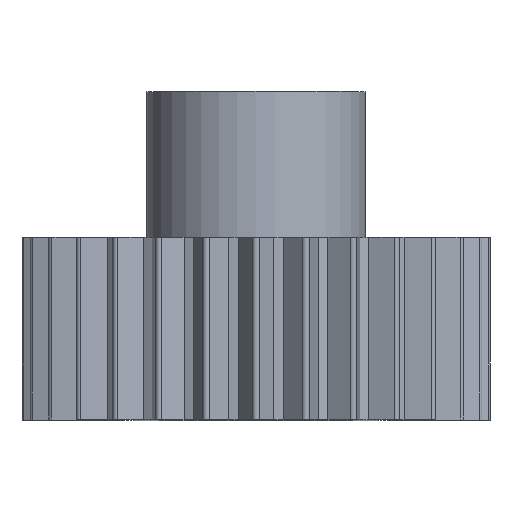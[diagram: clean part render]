
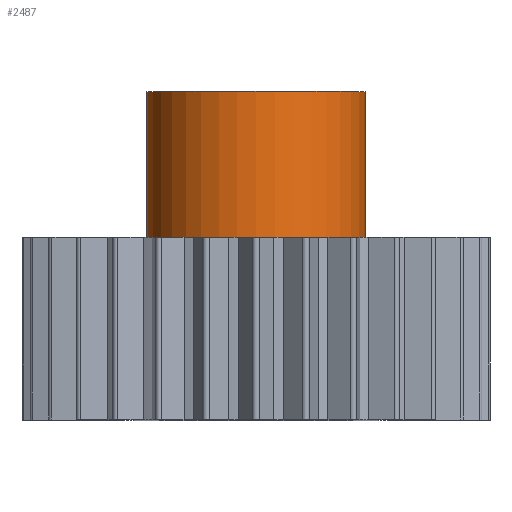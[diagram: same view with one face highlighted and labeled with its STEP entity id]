
A CAD part, top view. The second image highlights one B-rep face of the part: STEP entity #2487.
In plain terms, the highlighted cylindrical face has radius 3 mm (diameter 6 mm), a partial arc.
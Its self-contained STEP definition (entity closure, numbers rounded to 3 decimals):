
#2442=CARTESIAN_POINT('Vertex',(-3.,-15.4,-3.794)) ;
#2444=CARTESIAN_POINT('Vertex',(3.,-15.4,-3.794)) ;
#2447=CARTESIAN_POINT('Axis2P3D Location',(0.,-15.4,-3.794)) ;
#2457=CARTESIAN_POINT('Axis2P3D Location',(0.,-13.4,-3.794)) ;
#2462=CARTESIAN_POINT('Line Origine',(3.,-13.4,-3.794)) ;
#2466=CARTESIAN_POINT('Vertex',(3.,-11.4,-3.794)) ;
#2469=CARTESIAN_POINT('Axis2P3D Location',(0.,-11.4,-3.794)) ;
#2473=CARTESIAN_POINT('Vertex',(-3.,-11.4,-3.794)) ;
#2476=CARTESIAN_POINT('Line Origine',(-3.,-13.4,-3.794)) ;
#2448=DIRECTION('Axis2P3D Direction',(0.,-1.,0.)) ;
#2458=DIRECTION('Axis2P3D Direction',(0.,-1.,0.)) ;
#2459=DIRECTION('Axis2P3D XDirection',(1.,0.,0.)) ;
#2463=DIRECTION('Vector Direction',(0.,-1.,0.)) ;
#2470=DIRECTION('Axis2P3D Direction',(0.,-1.,0.)) ;
#2477=DIRECTION('Vector Direction',(0.,-1.,0.)) ;
#2449=AXIS2_PLACEMENT_3D('Circle Axis2P3D',#2447,#2448,$) ;
#2460=AXIS2_PLACEMENT_3D('Cylinder Axis2P3D',#2457,#2458,#2459) ;
#2471=AXIS2_PLACEMENT_3D('Circle Axis2P3D',#2469,#2470,$) ;
#2482=ORIENTED_EDGE('',*,*,#2468,.F.) ;
#2483=ORIENTED_EDGE('',*,*,#2475,.T.) ;
#2484=ORIENTED_EDGE('',*,*,#2480,.T.) ;
#2485=ORIENTED_EDGE('',*,*,#2451,.F.) ;
#2464=VECTOR('Line Direction',#2463,1.) ;
#2478=VECTOR('Line Direction',#2477,1.) ;
#2487=ADVANCED_FACE('PartBody',(#2486),#2461,.T.) ;
#2450=CIRCLE('generated circle',#2449,3.) ;
#2472=CIRCLE('generated circle',#2471,3.) ;
#2461=CYLINDRICAL_SURFACE('generated cylinder',#2460,3.) ;
#2451=EDGE_CURVE('',#2445,#2443,#2450,.T.) ;
#2468=EDGE_CURVE('',#2467,#2445,#2465,.T.) ;
#2475=EDGE_CURVE('',#2467,#2474,#2472,.T.) ;
#2480=EDGE_CURVE('',#2474,#2443,#2479,.T.) ;
#2481=EDGE_LOOP('',(#2482,#2483,#2484,#2485)) ;
#2486=FACE_OUTER_BOUND('',#2481,.T.) ;
#2465=LINE('Line',#2462,#2464) ;
#2479=LINE('Line',#2476,#2478) ;
#2443=VERTEX_POINT('',#2442) ;
#2445=VERTEX_POINT('',#2444) ;
#2467=VERTEX_POINT('',#2466) ;
#2474=VERTEX_POINT('',#2473) ;
